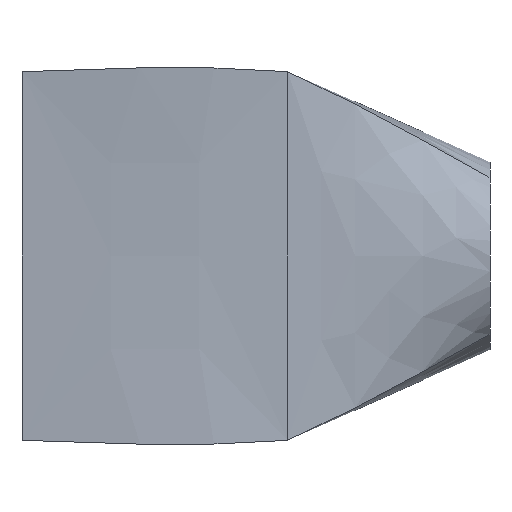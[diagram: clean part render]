
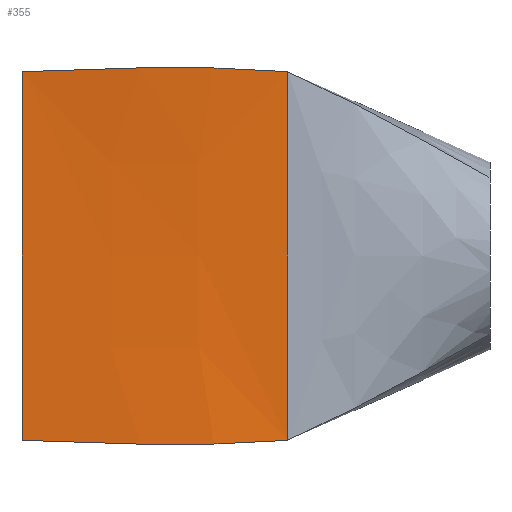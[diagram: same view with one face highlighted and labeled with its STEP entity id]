
A CAD part, front view. The second image highlights one B-rep face of the part: STEP entity #355.
In plain terms, the highlighted free-form (B-spline) face has degree [3, 3] with [7, 4] control points.
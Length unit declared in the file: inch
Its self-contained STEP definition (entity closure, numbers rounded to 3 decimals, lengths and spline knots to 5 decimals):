
#9 = CARTESIAN_POINT ( 'NONE',  ( -0.3625, -0.19725, 0.3305 ) ) ;
#15 = ORIENTED_EDGE ( 'NONE', *, *, #554, .T. ) ;
#26 = CARTESIAN_POINT ( 'NONE',  ( -0.3625, -0.19725, -0.3305 ) ) ;
#34 = CARTESIAN_POINT ( 'NONE',  ( -0.839, -0.19725, -0.3305 ) ) ;
#54 = CARTESIAN_POINT ( 'NONE',  ( -0.839, -0.19725, 0. ) ) ;
#55 = EDGE_CURVE ( 'NONE', #727, #424, #673, .T. ) ;
#63 = VECTOR ( 'NONE', #452, 39.37008 ) ;
#65 = CARTESIAN_POINT ( 'NONE',  ( -0.3625, -0.19725, 0. ) ) ;
#68 = EDGE_CURVE ( 'NONE', #123, #424, #274, .T. ) ;
#70 = CARTESIAN_POINT ( 'NONE',  ( -0.3625, -0.19725, -0.3305 ) ) ;
#73 = FACE_OUTER_BOUND ( 'NONE', #460, .T. ) ;
#84 = CARTESIAN_POINT ( 'NONE',  ( -0.3625, -0.19725, -0.27542 ) ) ;
#109 = CARTESIAN_POINT ( 'NONE',  ( -0.52133, -0.21487, 0.28274 ) ) ;
#112 = CARTESIAN_POINT ( 'NONE',  ( -0.839, -0.19725, 0.27542 ) ) ;
#123 = VERTEX_POINT ( 'NONE', #129 ) ;
#126 = CARTESIAN_POINT ( 'NONE',  ( -0.68017, -0.20858, 0.33682 ) ) ;
#127 = CARTESIAN_POINT ( 'NONE',  ( -0.52133, -0.21487, -0.28274 ) ) ;
#129 = CARTESIAN_POINT ( 'NONE',  ( -0.839, -0.19725, -0.3305 ) ) ;
#135 = DIRECTION ( 'NONE',  ( 0., 0., -1. ) ) ;
#165 = CARTESIAN_POINT ( 'NONE',  ( -0.52133, -0.20195, 0. ) ) ;
#166 = CARTESIAN_POINT ( 'NONE',  ( -0.52133, -0.2065, 0.16662 ) ) ;
#168 = B_SPLINE_SURFACE_WITH_KNOTS ( 'NONE', 3, 3, ( 
 ( #214, #562, #229, #620 ),
 ( #112, #446, #109, #443 ),
 ( #619, #503, #166, #231 ),
 ( #54, #278, #165, #504 ),
 ( #564, #674, #328, #729 ),
 ( #390, #280, #127, #84 ),
 ( #34, #539, #362, #300 ) ),
 .UNSPECIFIED., .F., .F., .F.,
 ( 4, 1, 1, 1, 4 ),
 ( 4, 4 ),
 ( 0.5, 0.57828, 0.65656, 0.73484, 0.81312 ),
 ( 0., 0.54554 ),
 .UNSPECIFIED. ) ;
#174 = CARTESIAN_POINT ( 'NONE',  ( -0.839, -0.19725, 0.3305 ) ) ;
#214 = CARTESIAN_POINT ( 'NONE',  ( -0.839, -0.19725, 0.3305 ) ) ;
#229 = CARTESIAN_POINT ( 'NONE',  ( -0.52133, -0.2199, 0.34314 ) ) ;
#231 = CARTESIAN_POINT ( 'NONE',  ( -0.3625, -0.19725, 0.16525 ) ) ;
#274 = B_SPLINE_CURVE_WITH_KNOTS ( 'NONE', 3,
 ( #573, #286, #459, #70 ),
 .UNSPECIFIED., .F., .F.,
 ( 4, 4 ),
 ( 0., 0.54554 ),
 .UNSPECIFIED. ) ;
#275 = ORIENTED_EDGE ( 'NONE', *, *, #68, .T. ) ;
#278 = CARTESIAN_POINT ( 'NONE',  ( -0.68017, -0.1996, 0. ) ) ;
#280 = CARTESIAN_POINT ( 'NONE',  ( -0.68017, -0.20606, -0.27908 ) ) ;
#286 = CARTESIAN_POINT ( 'NONE',  ( -0.68017, -0.20858, -0.33682 ) ) ;
#288 = CARTESIAN_POINT ( 'NONE',  ( -0.52133, -0.2199, 0.34314 ) ) ;
#300 = CARTESIAN_POINT ( 'NONE',  ( -0.3625, -0.19725, -0.3305 ) ) ;
#328 = CARTESIAN_POINT ( 'NONE',  ( -0.52133, -0.2065, -0.16662 ) ) ;
#337 = ORIENTED_EDGE ( 'NONE', *, *, #690, .F. ) ;
#355 = ADVANCED_FACE ( 'NONE', ( #73 ), #168, .T. ) ;
#362 = CARTESIAN_POINT ( 'NONE',  ( -0.52133, -0.2199, -0.34314 ) ) ;
#390 = CARTESIAN_POINT ( 'NONE',  ( -0.839, -0.19725, -0.27542 ) ) ;
#424 = VERTEX_POINT ( 'NONE', #26 ) ;
#442 = B_SPLINE_CURVE_WITH_KNOTS ( 'NONE', 3,
 ( #577, #126, #288, #688 ),
 .UNSPECIFIED., .F., .F.,
 ( 4, 4 ),
 ( 0., 0.54554 ),
 .UNSPECIFIED. ) ;
#443 = CARTESIAN_POINT ( 'NONE',  ( -0.3625, -0.19725, 0.27542 ) ) ;
#446 = CARTESIAN_POINT ( 'NONE',  ( -0.68017, -0.20606, 0.27908 ) ) ;
#452 = DIRECTION ( 'NONE',  ( 0., 0., -1. ) ) ;
#459 = CARTESIAN_POINT ( 'NONE',  ( -0.52133, -0.2199, -0.34314 ) ) ;
#460 = EDGE_LOOP ( 'NONE', ( #15, #275, #630, #337 ) ) ;
#503 = CARTESIAN_POINT ( 'NONE',  ( -0.68017, -0.20187, 0.16594 ) ) ;
#504 = CARTESIAN_POINT ( 'NONE',  ( -0.3625, -0.19725, 0. ) ) ;
#539 = CARTESIAN_POINT ( 'NONE',  ( -0.68017, -0.20858, -0.33682 ) ) ;
#554 = EDGE_CURVE ( 'NONE', #712, #123, #720, .T. ) ;
#562 = CARTESIAN_POINT ( 'NONE',  ( -0.68017, -0.20858, 0.33682 ) ) ;
#564 = CARTESIAN_POINT ( 'NONE',  ( -0.839, -0.19725, -0.16525 ) ) ;
#573 = CARTESIAN_POINT ( 'NONE',  ( -0.839, -0.19725, -0.3305 ) ) ;
#577 = CARTESIAN_POINT ( 'NONE',  ( -0.839, -0.19725, 0.3305 ) ) ;
#619 = CARTESIAN_POINT ( 'NONE',  ( -0.839, -0.19725, 0.16525 ) ) ;
#620 = CARTESIAN_POINT ( 'NONE',  ( -0.3625, -0.19725, 0.3305 ) ) ;
#630 = ORIENTED_EDGE ( 'NONE', *, *, #55, .F. ) ;
#644 = CARTESIAN_POINT ( 'NONE',  ( -0.839, -0.19725, 0.3305 ) ) ;
#647 = VECTOR ( 'NONE', #135, 39.37008 ) ;
#673 = LINE ( 'NONE', #65, #63 ) ;
#674 = CARTESIAN_POINT ( 'NONE',  ( -0.68017, -0.20187, -0.16594 ) ) ;
#688 = CARTESIAN_POINT ( 'NONE',  ( -0.3625, -0.19725, 0.3305 ) ) ;
#690 = EDGE_CURVE ( 'NONE', #712, #727, #442, .T. ) ;
#712 = VERTEX_POINT ( 'NONE', #174 ) ;
#720 = LINE ( 'NONE', #644, #647 ) ;
#727 = VERTEX_POINT ( 'NONE', #9 ) ;
#729 = CARTESIAN_POINT ( 'NONE',  ( -0.3625, -0.19725, -0.16525 ) ) ;
